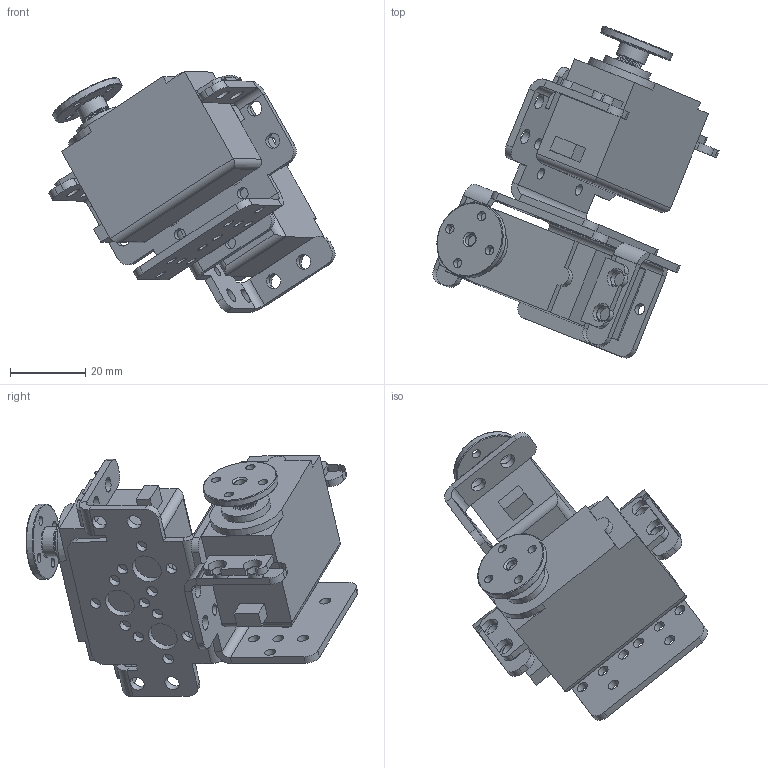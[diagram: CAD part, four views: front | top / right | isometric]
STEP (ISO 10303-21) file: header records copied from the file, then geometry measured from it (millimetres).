
FILE_DESCRIPTION(/* description */ (''),/* implementation_level */ '2;1');
FILE_NAME(/* name */ 'Joint_5_modelo_6R_ipt_bea07eb9.STEP',/* time_stamp */ '2020-07-01T16:50:52-05:00',/* author */ ('Daniel Caycedo'),/* organization */ (''),/* preprocessor_version */ 'ST-DEVELOPER v16.5',/* originating_system */ 'Autodesk Inventor 2017',/* authorisation */ '');
FILE_SCHEMA (('AUTOMOTIVE_DESIGN { 1 0 10303 214 3 1 1 }'));
Length unit declared in the file: millimetre
Products named in the file (1): Joint_5_modelo_6R
Bounding box: 75.95 x 88.05 x 63.99 mm (x, y, z)
Volume: 64184.1 mm3; surface area: 25893.8 mm2
Topology: 1 solids, 1 shells, 459 faces, 1260 edges, 804 vertices
Faces by surface type: plane 251, cylinder 198, torus 8, cone 2
Full cylindrical faces by diameter (mm): 2.5 x8, 3 x42, 4 x16, 8 x8, 13 x2, 20 x2
Entity records: 14467 total; most frequent: DIRECTION 2490, CARTESIAN_POINT 2408, ORIENTED_EDGE 2316, EDGE_CURVE 1158, AXIS2_PLACEMENT_3D 872, VERTEX_POINT 790, LINE 746, VECTOR 746
